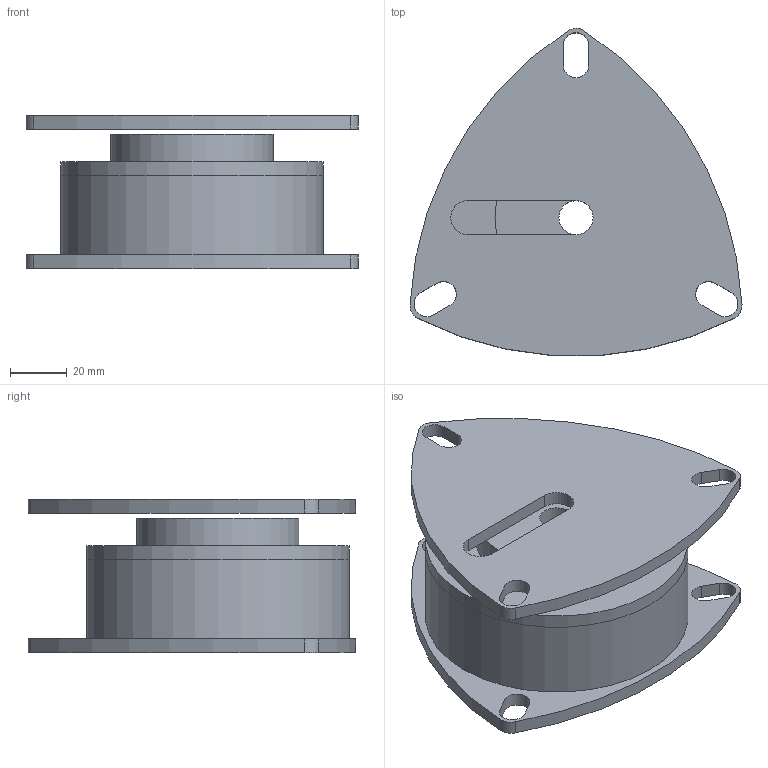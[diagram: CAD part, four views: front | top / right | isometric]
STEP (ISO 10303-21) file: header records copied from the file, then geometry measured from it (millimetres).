
FILE_DESCRIPTION(('FreeCAD Model'),'2;1');
FILE_NAME('Open CASCADE Shape Model','2022-04-11T10:41:22',('Author'),( ''),'Open CASCADE STEP processor 7.5','FreeCAD','Unknown');
FILE_SCHEMA(('AUTOMOTIVE_DESIGN { 1 0 10303 214 1 1 1 1 }'));
Length unit declared in the file: millimetre
Products named in the file (8): ShockTop; Camber Plate; Plate; Mounting Collar; Base Plate; Bolt Plate; Collar; Collar Top Plate
Assembly tree (7 placements, depth 3):
  ShockTop
    Camber Plate
      Plate
    Mounting Collar
      Base Plate
      Bolt Plate
      Collar
      Collar Top Plate
Bounding box: 116.74 x 115.07 x 53.8 mm (x, y, z)
Volume: 135207.8 mm3; surface area: 69147.6 mm2
Topology: 5 solids, 5 shells, 57 faces, 141 edges, 94 vertices
Faces by surface type: cylinder 27, plane 24, bspline 6
Full cylindrical faces by diameter (mm): 12 x2, 57 x1, 86.44 x2, 92.44 x2
Entity records: 4558 total; most frequent: CARTESIAN_POINT 1554, DIRECTION 523, ORIENTED_EDGE 282, PCURVE 282, DEFINITIONAL_REPRESENTATION 282, LINE 255, VECTOR 255, EDGE_CURVE 141
